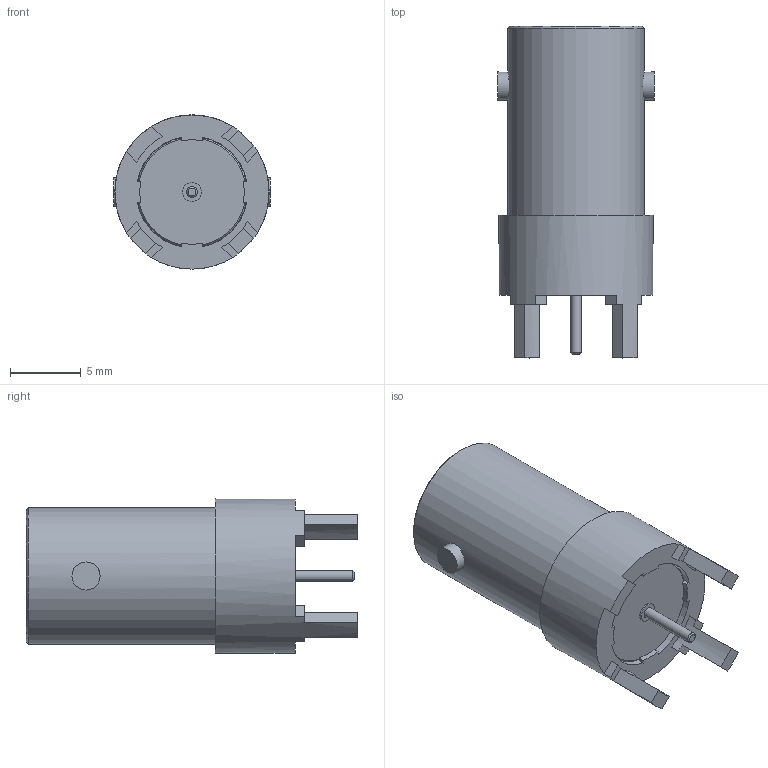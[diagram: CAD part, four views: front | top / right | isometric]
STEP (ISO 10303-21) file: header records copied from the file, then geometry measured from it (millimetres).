
FILE_DESCRIPTION (( 'STEP AP203' ), '1' );
FILE_NAME ('LCCN3100_3D.step', '2021-12-10T17:08:02', ( '' ), ( '' ), 'SwSTEP 2.0', 'SolidWorks 2021', '' );
FILE_SCHEMA (( 'CONFIG_CONTROL_DESIGN' ));
Length unit declared in the file: inch
Products named in the file (5): _BNC7T-J-P-GN-ST-TH2D_i^BNC7T-J-P-GN-ST-TH2D(2)_LCCN3100; BNC7T-J-P-GN-ST-TH2D(2)^LCCN3100; _BNC7T-J-P-GN-ST-TH2D_p^BNC7T-J-P-GN-ST-TH2D(2)_LCCN3100; LCCN3100_3D; _BNC7T-J-P-GN-ST-TH2D_s^BNC7T-J-P-GN-ST-TH2D(2)_LCCN3100
Assembly tree (4 placements, depth 3):
  LCCN3100_3D
    BNC7T-J-P-GN-ST-TH2D(2)^LCCN3100
      _BNC7T-J-P-GN-ST-TH2D_s^BNC7T-J-P-GN-ST-TH2D(2)_LCCN3100
      _BNC7T-J-P-GN-ST-TH2D_i^BNC7T-J-P-GN-ST-TH2D(2)_LCCN3100
      _BNC7T-J-P-GN-ST-TH2D_p^BNC7T-J-P-GN-ST-TH2D(2)_LCCN3100
Bounding box: 11.07 x 23.5 x 10.92 mm (x, y, z)
Volume: 1054.5 mm3; surface area: 1753 mm2
Topology: 3 solids, 3 shells, 100 faces, 242 edges, 154 vertices
Faces by surface type: plane 64, cylinder 21, cone 15
Full cylindrical faces by diameter (mm): 0.76 x1, 1.35 x2, 1.42 x1, 1.99 x2, 2.1 x1, 7.1 x1, 7.84 x1, 7.9 x1, 8.13 x1, 9.65 x1, 10.92 x1
Entity records: 3585 total; most frequent: CARTESIAN_POINT 778, DIRECTION 508, ORIENTED_EDGE 432, EDGE_CURVE 216, AXIS2_PLACEMENT_3D 202, VERTEX_POINT 148, EDGE_LOOP 130, FACE_OUTER_BOUND 113
